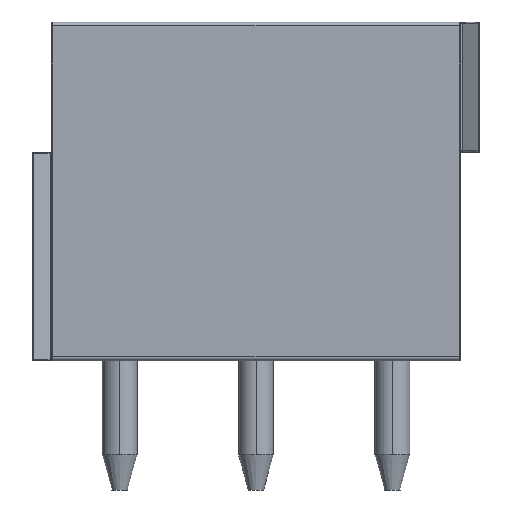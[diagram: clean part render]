
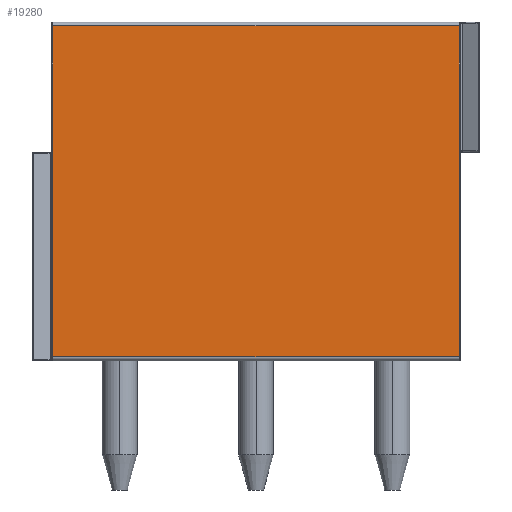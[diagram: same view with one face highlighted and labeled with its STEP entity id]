
A CAD part, left-side view. The second image highlights one B-rep face of the part: STEP entity #19280.
In plain terms, the highlighted planar face has unit normal (-1, 0, 0).
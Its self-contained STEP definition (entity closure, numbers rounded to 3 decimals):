
#404=PLANE('',#20426);
#1868=FACE_OUTER_BOUND('',#3067,.T.);
#3067=EDGE_LOOP('',(#14086,#14087,#14088,#14089));
#5343=LINE('',#34106,#6645);
#5369=LINE('',#34293,#6671);
#5371=LINE('',#34299,#6673);
#5372=LINE('',#34300,#6674);
#6645=VECTOR('',#23033,10.);
#6671=VECTOR('',#23183,10.);
#6673=VECTOR('',#23189,10.);
#6674=VECTOR('',#23190,10.);
#8190=VERTEX_POINT('',#34100);
#8191=VERTEX_POINT('',#34104);
#8218=VERTEX_POINT('',#34292);
#8220=VERTEX_POINT('',#34298);
#10277=EDGE_CURVE('',#8190,#8191,#5343,.T.);
#10337=EDGE_CURVE('',#8191,#8218,#5369,.T.);
#10340=EDGE_CURVE('',#8220,#8190,#5371,.T.);
#10341=EDGE_CURVE('',#8218,#8220,#5372,.T.);
#14086=ORIENTED_EDGE('',*,*,#10277,.F.);
#14087=ORIENTED_EDGE('',*,*,#10340,.F.);
#14088=ORIENTED_EDGE('',*,*,#10341,.F.);
#14089=ORIENTED_EDGE('',*,*,#10337,.F.);
#19280=ADVANCED_FACE('',(#1868),#404,.T.);
#20426=AXIS2_PLACEMENT_3D('',#34297,#23187,#23188);
#23033=DIRECTION('',(0.,0.,-1.));
#23183=DIRECTION('',(0.,1.,0.));
#23187=DIRECTION('center_axis',(-1.,0.,0.));
#23188=DIRECTION('ref_axis',(0.,0.,-1.));
#23189=DIRECTION('',(0.,-1.,0.));
#23190=DIRECTION('',(0.,0.,1.));
#34100=CARTESIAN_POINT('',(-3.4,-5.22,8.6));
#34104=CARTESIAN_POINT('',(-3.4,-5.22,0.1));
#34106=CARTESIAN_POINT('',(-3.4,-5.22,6.525));
#34292=CARTESIAN_POINT('',(-3.4,5.22,0.1));
#34293=CARTESIAN_POINT('',(-3.4,5.25,0.1));
#34297=CARTESIAN_POINT('Origin',(-3.4,5.25,8.7));
#34298=CARTESIAN_POINT('',(-3.4,5.22,8.6));
#34299=CARTESIAN_POINT('',(-3.4,-1.75,8.6));
#34300=CARTESIAN_POINT('',(-3.4,5.22,6.525));
